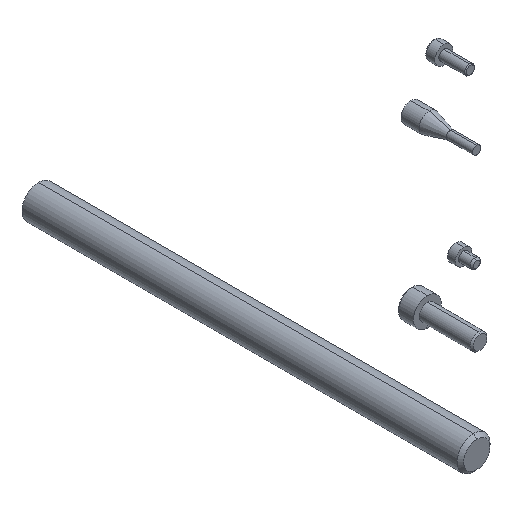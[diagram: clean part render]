
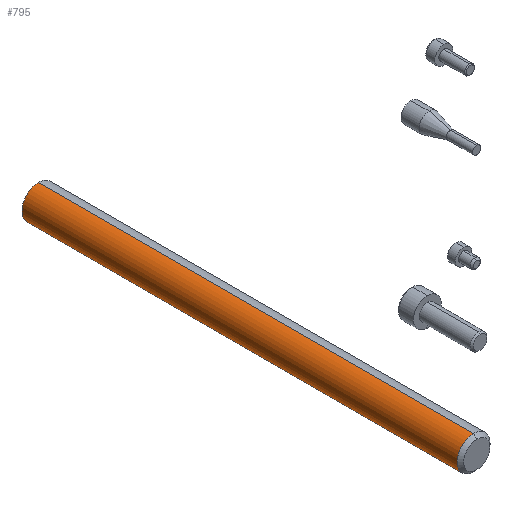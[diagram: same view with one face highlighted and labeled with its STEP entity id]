
A CAD part, isometric view. The second image highlights one B-rep face of the part: STEP entity #795.
In plain terms, the highlighted cylindrical face has radius 5 mm (diameter 10 mm), a partial arc.
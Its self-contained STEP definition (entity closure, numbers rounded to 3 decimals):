
#6 = LINE ( 'NONE', #40, #159 ) ;
#40 = CARTESIAN_POINT ( 'NONE',  ( 0., 133., -5. ) ) ;
#61 = CARTESIAN_POINT ( 'NONE',  ( 0., 133., 5. ) ) ;
#93 = VERTEX_POINT ( 'NONE', #2328 ) ;
#115 = CARTESIAN_POINT ( 'NONE',  ( 0., 1., 0. ) ) ;
#159 = VECTOR ( 'NONE', #2402, 1000. ) ;
#176 = ORIENTED_EDGE ( 'NONE', *, *, #2494, .F. ) ;
#215 = DIRECTION ( 'NONE',  ( 0., 0., 1. ) ) ;
#251 = VERTEX_POINT ( 'NONE', #2385 ) ;
#337 = ORIENTED_EDGE ( 'NONE', *, *, #2507, .T. ) ;
#367 = EDGE_LOOP ( 'NONE', ( #2203, #176, #337, #1071 ) ) ;
#405 = VECTOR ( 'NONE', #2321, 1000. ) ;
#418 = CARTESIAN_POINT ( 'NONE',  ( 0., 133., 0. ) ) ;
#493 = CIRCLE ( 'NONE', #1141, 5. ) ;
#603 = DIRECTION ( 'NONE',  ( 0., -1., 0. ) ) ;
#656 = AXIS2_PLACEMENT_3D ( 'NONE', #418, #603, #800 ) ;
#692 = CARTESIAN_POINT ( 'NONE',  ( 0., 1., 5. ) ) ;
#768 = CYLINDRICAL_SURFACE ( 'NONE', #656, 5. ) ;
#795 = ADVANCED_FACE ( 'NONE', ( #1633 ), #768, .T. ) ;
#800 = DIRECTION ( 'NONE',  ( 0., 0., -1. ) ) ;
#919 = DIRECTION ( 'NONE',  ( 0., 0., 1. ) ) ;
#990 = CARTESIAN_POINT ( 'NONE',  ( 0., 133., 0. ) ) ;
#1071 = ORIENTED_EDGE ( 'NONE', *, *, #1753, .T. ) ;
#1141 = AXIS2_PLACEMENT_3D ( 'NONE', #115, #2485, #919 ) ;
#1624 = CIRCLE ( 'NONE', #1957, 5. ) ;
#1633 = FACE_OUTER_BOUND ( 'NONE', #367, .T. ) ;
#1686 = LINE ( 'NONE', #1929, #405 ) ;
#1753 = EDGE_CURVE ( 'NONE', #93, #2396, #493, .T. ) ;
#1774 = EDGE_CURVE ( 'NONE', #2116, #2396, #1686, .T. ) ;
#1929 = CARTESIAN_POINT ( 'NONE',  ( 0., 133., 5. ) ) ;
#1957 = AXIS2_PLACEMENT_3D ( 'NONE', #990, #2373, #215 ) ;
#2116 = VERTEX_POINT ( 'NONE', #61 ) ;
#2203 = ORIENTED_EDGE ( 'NONE', *, *, #1774, .F. ) ;
#2321 = DIRECTION ( 'NONE',  ( 0., -1., 0. ) ) ;
#2328 = CARTESIAN_POINT ( 'NONE',  ( 0., 1., -5. ) ) ;
#2373 = DIRECTION ( 'NONE',  ( 0., 1., 0. ) ) ;
#2385 = CARTESIAN_POINT ( 'NONE',  ( 0., 133., -5. ) ) ;
#2396 = VERTEX_POINT ( 'NONE', #692 ) ;
#2402 = DIRECTION ( 'NONE',  ( 0., -1., 0. ) ) ;
#2485 = DIRECTION ( 'NONE',  ( 0., 1., 0. ) ) ;
#2494 = EDGE_CURVE ( 'NONE', #251, #2116, #1624, .T. ) ;
#2507 = EDGE_CURVE ( 'NONE', #251, #93, #6, .T. ) ;
